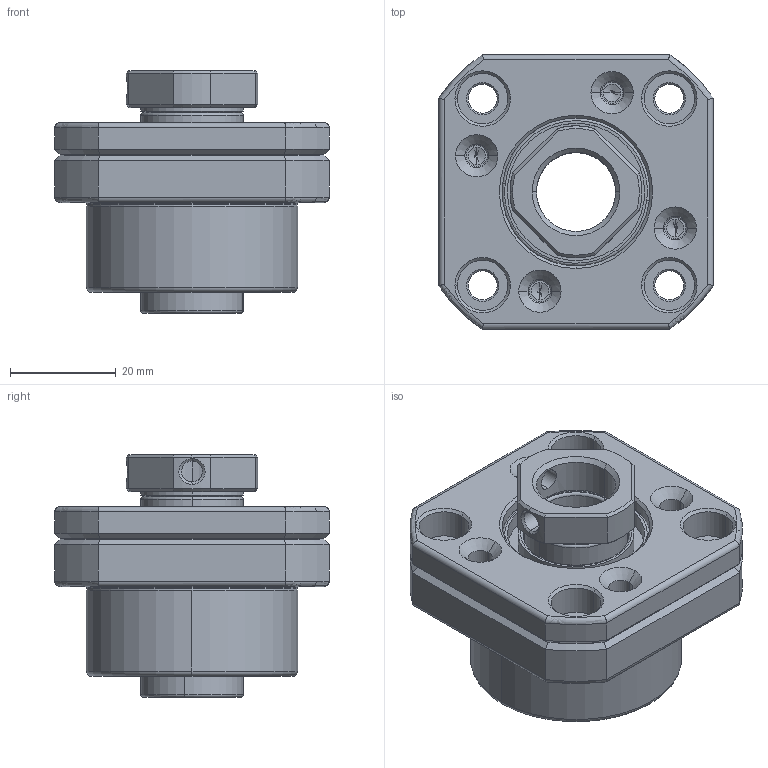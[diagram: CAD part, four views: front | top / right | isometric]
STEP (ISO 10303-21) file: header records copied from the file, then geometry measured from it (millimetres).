
FILE_DESCRIPTION (( 'STEP AP214' ), '1' );
FILE_NAME ('FK15疒遂.STEP', '2018-12-10T05:11:06', ( 'Windows 荤侩磊' ), ( '' ), 'SwSTEP 2.0', 'SolidWorks 2013', '' );
FILE_SCHEMA (( 'AUTOMOTIVE_DESIGN' ));
Length unit declared in the file: millimetre
Products named in the file (7): FK15軸承_(成_); FK15軸承座_體(成_); FK15疒遂; FK.EK15間隔環; BK15鎖固螺帽(成_); 7002A 軸承; 15油封
Assembly tree (9 placements, depth 2):
  FK15疒遂
    FK15軸承座_體(成_)
    FK15軸承_(成_)
    15油封  x2
    7002A 軸承  x2
    BK15鎖固螺帽(成_)
    FK.EK15間隔環  x2
Bounding box: 52 x 52 x 46 mm (x, y, z)
Volume: 46237 mm3; surface area: 32803.2 mm2
Topology: 37 solids, 37 shells, 467 faces, 1097 edges, 663 vertices
Faces by surface type: cylinder 135, cone 106, torus 88, plane 66, sphere 52, bspline 20
Entity records: 12908 total; most frequent: CARTESIAN_POINT 4499, DIRECTION 1848, ORIENTED_EDGE 1522, AXIS2_PLACEMENT_3D 800, EDGE_CURVE 761, VERTEX_POINT 459, CIRCLE 441, EDGE_LOOP 418
